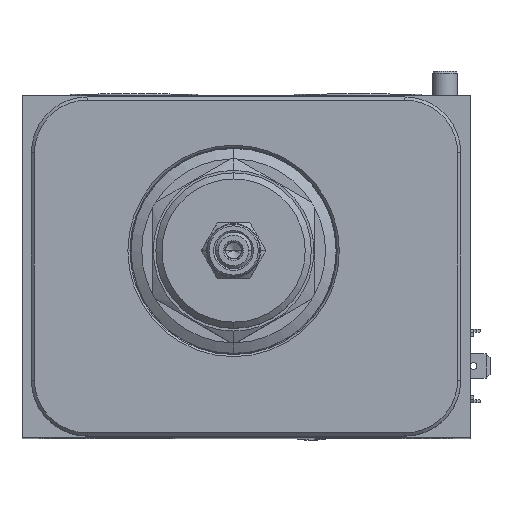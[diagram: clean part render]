
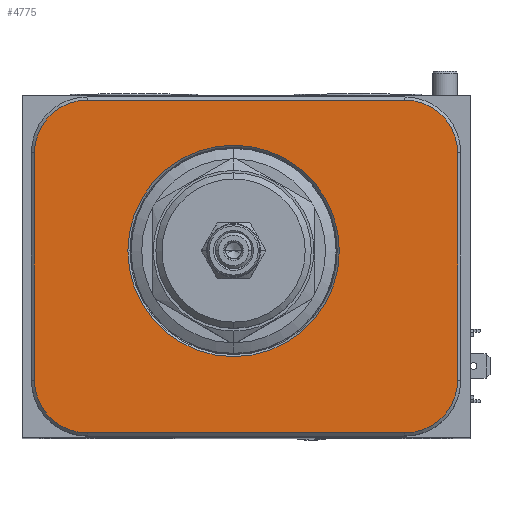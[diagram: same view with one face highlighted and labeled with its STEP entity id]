
A CAD part, top view. The second image highlights one B-rep face of the part: STEP entity #4775.
In plain terms, the highlighted planar face has unit normal (0, 0, 1).
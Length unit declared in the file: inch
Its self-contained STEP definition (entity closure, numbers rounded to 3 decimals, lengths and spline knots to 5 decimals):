
#85=CARTESIAN_POINT('',(0.656,-2.859,7.25));
#86=DIRECTION('',(0.,0.,-1.));
#87=DIRECTION('',(0.,-1.,0.));
#88=AXIS2_PLACEMENT_3D('',#85,#86,#87);
#99=CARTESIAN_POINT('',(2.125,-1.562,7.25));
#100=DIRECTION('',(0.,0.,-1.));
#101=DIRECTION('',(-0.766,0.643,0.));
#102=AXIS2_PLACEMENT_3D('',#99,#100,#101);
#104=CARTESIAN_POINT('',(2.125,-1.562,7.25));
#105=DIRECTION('',(0.,0.,-1.));
#106=DIRECTION('',(0.766,-0.643,0.));
#107=AXIS2_PLACEMENT_3D('',#104,#105,#106);
#3929=DIRECTION('',(0.,1.,0.));
#3930=VECTOR('',#3929,2.281);
#3931=CARTESIAN_POINT('',(0.125,-2.859,7.25));
#3932=LINE('',#3931,#3930);
#3949=CARTESIAN_POINT('',(0.656,-0.578,7.25));
#3950=DIRECTION('',(0.,0.,-1.));
#3951=DIRECTION('',(-1.,0.,0.));
#3952=AXIS2_PLACEMENT_3D('',#3949,#3950,#3951);
#3967=DIRECTION('',(1.,0.,0.));
#3968=VECTOR('',#3967,3.188);
#3969=CARTESIAN_POINT('',(0.656,-0.047,7.25));
#3970=LINE('',#3969,#3968);
#3983=CARTESIAN_POINT('',(3.844,-0.578,7.25));
#3984=DIRECTION('',(0.,0.,-1.));
#3985=DIRECTION('',(0.,1.,0.));
#3986=AXIS2_PLACEMENT_3D('',#3983,#3984,#3985);
#3997=DIRECTION('',(0.,-1.,0.));
#3998=VECTOR('',#3997,2.281);
#3999=CARTESIAN_POINT('',(4.375,-0.578,7.25));
#4000=LINE('',#3999,#3998);
#4017=CARTESIAN_POINT('',(3.844,-2.859,7.25));
#4018=DIRECTION('',(0.,0.,-1.));
#4019=DIRECTION('',(1.,0.,0.));
#4020=AXIS2_PLACEMENT_3D('',#4017,#4018,#4019);
#4031=DIRECTION('',(-1.,0.,0.));
#4032=VECTOR('',#4031,3.188);
#4033=CARTESIAN_POINT('',(3.844,-3.39,7.25));
#4034=LINE('',#4033,#4032);
#4097=CARTESIAN_POINT('',(2.93854,-2.24464,7.25));
#4099=VERTEX_POINT('',#4097);
#4113=CARTESIAN_POINT('',(1.31146,-0.87936,7.25));
#4114=VERTEX_POINT('',#4113);
#4151=CARTESIAN_POINT('',(0.656,-0.047,7.25));
#4152=CARTESIAN_POINT('',(3.844,-0.047,7.25));
#4153=VERTEX_POINT('',#4151);
#4154=VERTEX_POINT('',#4152);
#4159=CARTESIAN_POINT('',(4.375,-0.578,7.25));
#4160=VERTEX_POINT('',#4159);
#4163=CARTESIAN_POINT('',(4.375,-2.859,7.25));
#4164=VERTEX_POINT('',#4163);
#4167=CARTESIAN_POINT('',(3.844,-3.39,7.25));
#4168=VERTEX_POINT('',#4167);
#4171=CARTESIAN_POINT('',(0.656,-3.39,7.25));
#4172=VERTEX_POINT('',#4171);
#4175=CARTESIAN_POINT('',(0.125,-2.859,7.25));
#4176=VERTEX_POINT('',#4175);
#4179=CARTESIAN_POINT('',(0.125,-0.578,7.25));
#4180=VERTEX_POINT('',#4179);
#4747=CARTESIAN_POINT('',(0.,0.,7.25));
#4748=DIRECTION('',(0.,0.,1.));
#4749=DIRECTION('',(1.,0.,0.));
#4750=AXIS2_PLACEMENT_3D('',#4747,#4748,#4749);
#4751=PLANE('',#4750);
#4752=ORIENTED_EDGE('',*,*,#4737,.T.);
#4754=ORIENTED_EDGE('',*,*,#4753,.T.);
#4756=ORIENTED_EDGE('',*,*,#4755,.T.);
#4758=ORIENTED_EDGE('',*,*,#4757,.T.);
#4760=ORIENTED_EDGE('',*,*,#4759,.T.);
#4762=ORIENTED_EDGE('',*,*,#4761,.T.);
#4764=ORIENTED_EDGE('',*,*,#4763,.T.);
#4766=ORIENTED_EDGE('',*,*,#4765,.T.);
#4767=EDGE_LOOP('',(#4752,#4754,#4756,#4758,#4760,#4762,#4764,#4766));
#4768=FACE_OUTER_BOUND('',#4767,.F.);
#4770=ORIENTED_EDGE('',*,*,#4769,.F.);
#4772=ORIENTED_EDGE('',*,*,#4771,.F.);
#4773=EDGE_LOOP('',(#4770,#4772));
#4774=FACE_BOUND('',#4773,.F.);
#4775=ADVANCED_FACE('',(#4768,#4774),#4751,.T.);
#89=CIRCLE('',#88,0.531);
#103=CIRCLE('',#102,1.062);
#108=CIRCLE('',#107,1.062);
#3953=CIRCLE('',#3952,0.531);
#3987=CIRCLE('',#3986,0.531);
#4021=CIRCLE('',#4020,0.531);
#4737=EDGE_CURVE('',#4172,#4176,#89,.T.);
#4753=EDGE_CURVE('',#4176,#4180,#3932,.T.);
#4755=EDGE_CURVE('',#4180,#4153,#3953,.T.);
#4757=EDGE_CURVE('',#4153,#4154,#3970,.T.);
#4759=EDGE_CURVE('',#4154,#4160,#3987,.T.);
#4761=EDGE_CURVE('',#4160,#4164,#4000,.T.);
#4763=EDGE_CURVE('',#4164,#4168,#4021,.T.);
#4765=EDGE_CURVE('',#4168,#4172,#4034,.T.);
#4769=EDGE_CURVE('',#4114,#4099,#103,.T.);
#4771=EDGE_CURVE('',#4099,#4114,#108,.T.);
